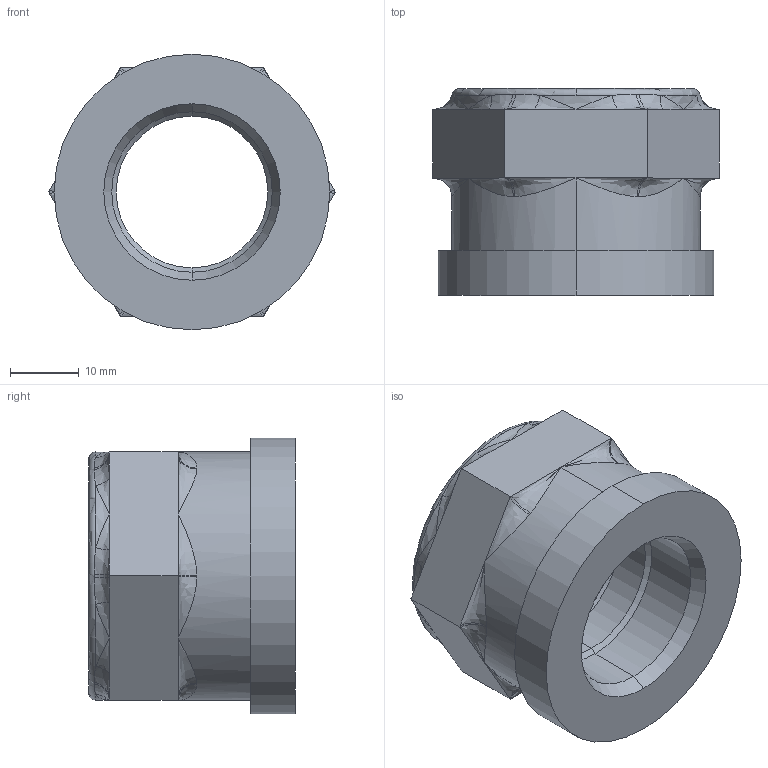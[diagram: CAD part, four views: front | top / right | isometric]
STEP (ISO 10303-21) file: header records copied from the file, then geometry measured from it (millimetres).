
FILE_DESCRIPTION (( 'STEP AP214' ), '1' );
FILE_NAME ('Launch 22mm thread interface new version.STEP', '2025-05-06T09:19:04', ( '' ), ( '' ), 'SwSTEP 2.0', 'SolidWorks 2024', '' );
FILE_SCHEMA (( 'AUTOMOTIVE_DESIGN' ));
Length unit declared in the file: millimetre
Products named in the file (1): Launch 22mm thread interface new version
Bounding box: 41.57 x 30 x 40 mm (x, y, z)
Volume: 18456.4 mm3; surface area: 7978.2 mm2
Topology: 1 solids, 1 shells, 113 faces, 283 edges, 150 vertices
Faces by surface type: bspline 39, cylinder 24, plane 22, torus 16, cone 12
Entity records: 5160 total; most frequent: CARTESIAN_POINT 2805, ORIENTED_EDGE 518, DIRECTION 457, EDGE_CURVE 259, AXIS2_PLACEMENT_3D 181, VERTEX_POINT 150, EDGE_LOOP 117, FACE_OUTER_BOUND 113
